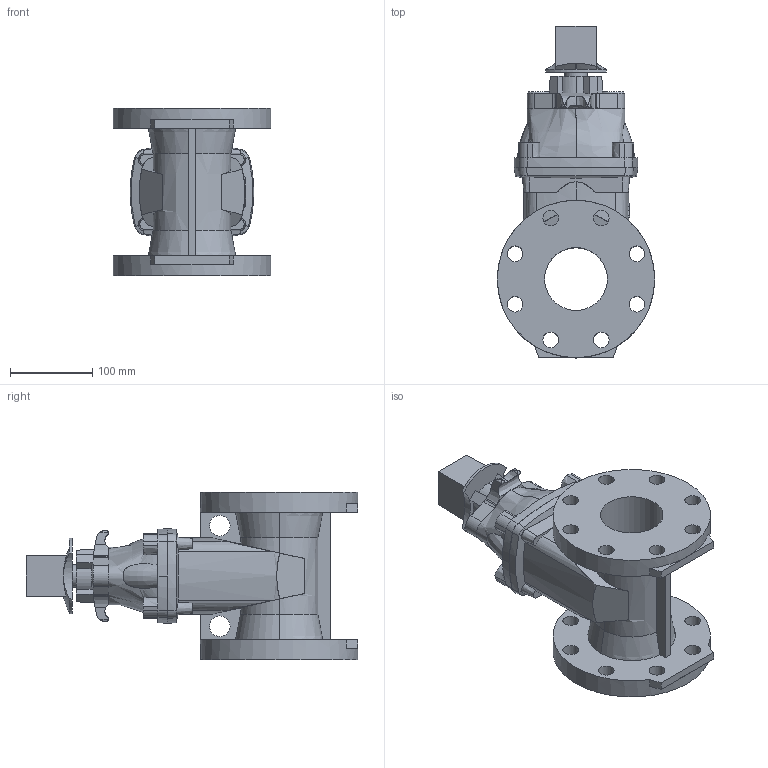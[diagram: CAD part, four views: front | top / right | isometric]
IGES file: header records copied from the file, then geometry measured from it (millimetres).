
Start section: SolidWorks IGES file using analytic representation for surfaces
Global section: file name: O_45_59_DN080_01XXX_AA0_igs.igs; native system: SolidWorks 2012; preprocessor: SolidWorks 2012; author: pbm; date: 170303.083543; units: millimetre
Bounding box: 191 x 402.5 x 203 mm (x, y, z)
Surface area: 351486.5 mm2 (no closed solid volume)
Topology: 0 solids, 0 shells, 338 faces, 1928 edges, 1884 vertices
Faces by surface type: bspline 180, revolution 158
